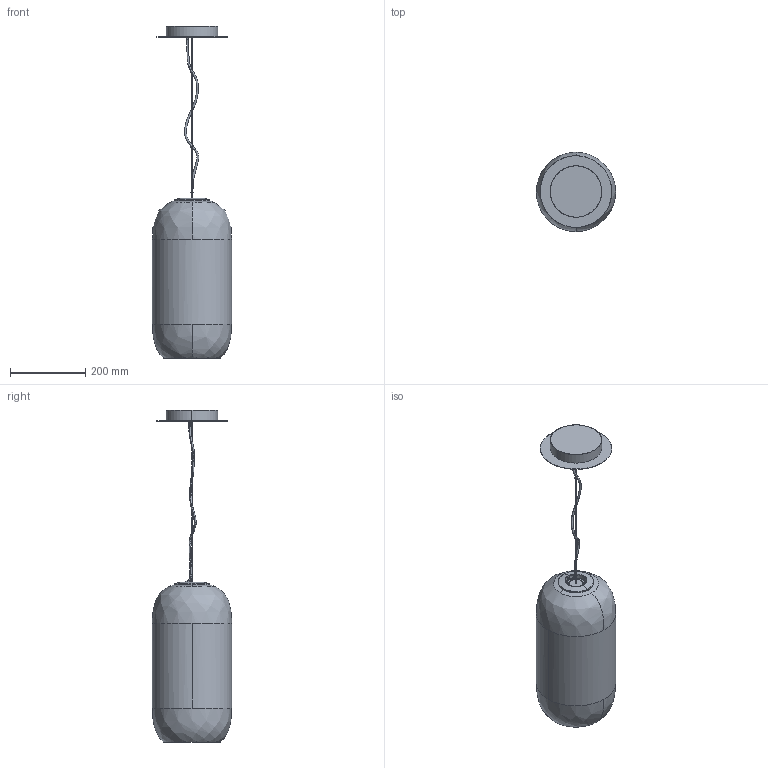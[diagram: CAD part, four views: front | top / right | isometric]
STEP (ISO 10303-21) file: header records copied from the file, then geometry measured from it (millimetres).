
FILE_DESCRIPTION(/* description */ (''),/* implementation_level */ '2;1');
FILE_NAME(/* name */ '3D 140500_Gople suspension',/* time_stamp */ '2018-07-03T12:12:49+02:00',/* author */ (''),/* organization */ (''),/* preprocessor_version */ 'ST-DEVELOPER v10',/* originating_system */ '',/* authorisation */ '');
FILE_SCHEMA (('AUTOMOTIVE_DESIGN'));
Length unit declared in the file: millimetre
Products named in the file (1): 1
Bounding box: 210 x 210 x 880.66 mm (x, y, z)
Volume: 1414552.4 mm3; surface area: 714095.9 mm2
Topology: 9 solids, 17 shells, 589 faces, 1608 edges, 1052 vertices
Faces by surface type: bspline 299, plane 290
Entity records: 22836 total; most frequent: CARTESIAN_POINT 12989, ORIENTED_EDGE 3187, EDGE_CURVE 1608, B_SPLINE_CURVE_WITH_KNOTS 1110, VERTEX_POINT 1052, EDGE_LOOP 616, ADVANCED_FACE 589, FACE_OUTER_BOUND 589
